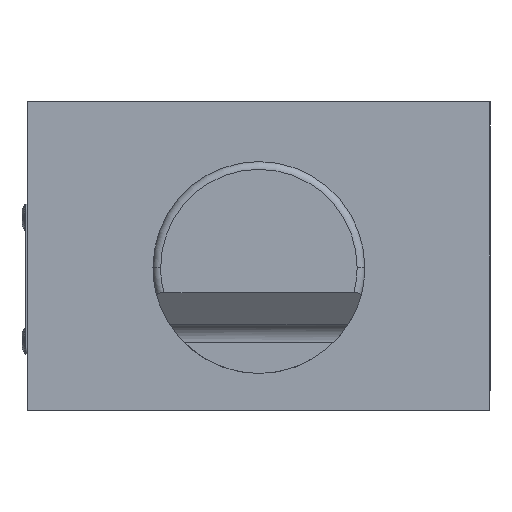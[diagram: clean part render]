
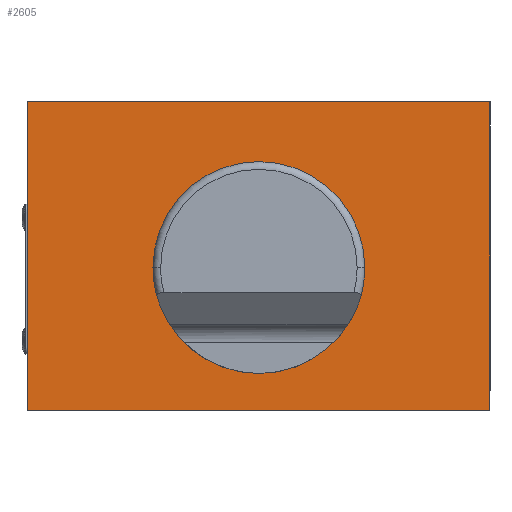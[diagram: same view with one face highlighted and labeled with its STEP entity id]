
A CAD part, front view. The second image highlights one B-rep face of the part: STEP entity #2605.
In plain terms, the highlighted planar face has unit normal (0, -1, 0).
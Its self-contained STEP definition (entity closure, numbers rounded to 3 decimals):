
#2605=ADVANCED_FACE('',(#5521,#5522),#5523,.F.);
#5521=FACE_BOUND('',#9175,.T.);
#5522=FACE_OUTER_BOUND('',#9176,.T.);
#5523=PLANE('',#9177);
#9175=EDGE_LOOP('',(#16619,#16620));
#9176=EDGE_LOOP('',(#16621,#16622,#16623,#16624));
#9177=AXIS2_PLACEMENT_3D('',#16625,#16626,#16627);
#16619=ORIENTED_EDGE('',*,*,#21688,.T.);
#16620=ORIENTED_EDGE('',*,*,#21550,.T.);
#16621=ORIENTED_EDGE('',*,*,#21657,.T.);
#16622=ORIENTED_EDGE('',*,*,#21731,.F.);
#16623=ORIENTED_EDGE('',*,*,#21734,.F.);
#16624=ORIENTED_EDGE('',*,*,#21728,.F.);
#16625=CARTESIAN_POINT('',(60.0,0.0,40.0));
#16626=DIRECTION('',(0.0,1.0,0.0));
#16627=DIRECTION('',(0.0,0.0,1.0));
#21550=EDGE_CURVE('',#26033,#26030,#26034,.T.);
#21657=EDGE_CURVE('',#26199,#26197,#26200,.T.);
#21688=EDGE_CURVE('',#26030,#26033,#26231,.T.);
#21728=EDGE_CURVE('',#26199,#26269,#26273,.T.);
#21731=EDGE_CURVE('',#26276,#26197,#26278,.T.);
#21734=EDGE_CURVE('',#26269,#26276,#26281,.T.);
#26030=VERTEX_POINT('',#32944);
#26033=VERTEX_POINT('',#32948);
#26034=CIRCLE('',#32949,27.5);
#26197=VERTEX_POINT('',#33202);
#26199=VERTEX_POINT('',#33205);
#26200=LINE('',#33206,#33207);
#26231=CIRCLE('',#33256,27.5);
#26269=VERTEX_POINT('',#33294);
#26273=LINE('',#33300,#33301);
#26276=VERTEX_POINT('',#33304);
#26278=LINE('',#33307,#33308);
#26281=LINE('',#33312,#33313);
#32944=CARTESIAN_POINT('',(60.0,0.0,64.5));
#32948=CARTESIAN_POINT('',(60.0,0.0,9.5));
#32949=AXIS2_PLACEMENT_3D('',#37346,#37347,#37348);
#33202=CARTESIAN_POINT('',(0.,0.0,0.0));
#33205=CARTESIAN_POINT('',(0.,0.0,80.0));
#33206=CARTESIAN_POINT('',(0.,0.0,40.0));
#33207=VECTOR('',#37497,1.0);
#33256=AXIS2_PLACEMENT_3D('',#37535,#37536,#37537);
#33294=CARTESIAN_POINT('',(120.0,0.0,80.0));
#33300=CARTESIAN_POINT('',(60.0,0.0,80.0));
#33301=VECTOR('',#37600,1.0);
#33304=CARTESIAN_POINT('',(120.0,0.0,0.0));
#33307=CARTESIAN_POINT('',(60.0,0.0,0.0));
#33308=VECTOR('',#37602,1.0);
#33312=CARTESIAN_POINT('',(120.0,0.0,40.0));
#33313=VECTOR('',#37604,1.0);
#37346=CARTESIAN_POINT('',(60.0,0.0,37.0));
#37347=DIRECTION('',(-0.0,1.0,0.0));
#37348=DIRECTION('',(0.,0.0,1.0));
#37497=DIRECTION('',(0.0,0.0,-1.0));
#37535=CARTESIAN_POINT('',(60.0,0.0,37.0));
#37536=DIRECTION('',(-0.0,1.0,0.0));
#37537=DIRECTION('',(0.,0.0,1.0));
#37600=DIRECTION('',(1.0,0.0,0.0));
#37602=DIRECTION('',(-1.0,0.0,0.0));
#37604=DIRECTION('',(0.0,0.0,-1.0));
